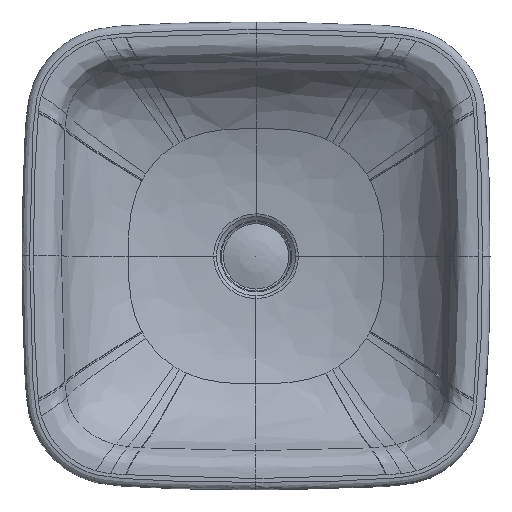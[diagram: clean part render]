
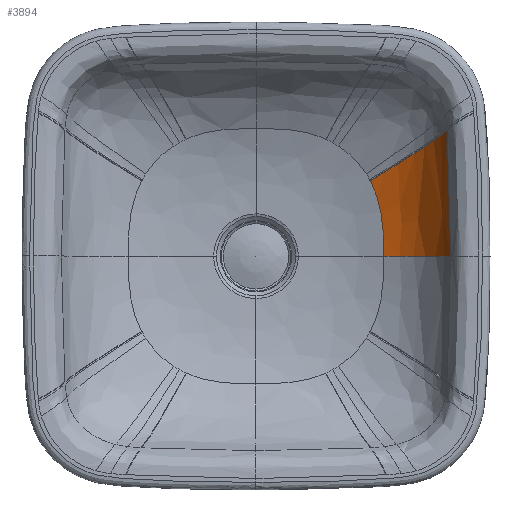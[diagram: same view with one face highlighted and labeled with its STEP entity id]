
A CAD part, top view. The second image highlights one B-rep face of the part: STEP entity #3894.
In plain terms, the highlighted free-form (B-spline) face has degree [5, 5] with [12, 6] control points.
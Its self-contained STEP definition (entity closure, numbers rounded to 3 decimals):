
#1156=CARTESIAN_POINT('',(0.,-117.262,-83.0));
#1157=VERTEX_POINT('',#1156);
#1509=CARTESIAN_POINT('',(69.097,-104.872,-83.0));
#1510=VERTEX_POINT('',#1509);
#1511=CARTESIAN_POINT('',(69.097,-104.872,-83.0));
#1512=CARTESIAN_POINT('',(56.898,-111.297,-83.0));
#1513=CARTESIAN_POINT('',(43.317,-115.451,-83.0));
#1514=CARTESIAN_POINT('',(28.947,-117.262,-83.0));
#1515=CARTESIAN_POINT('',(14.474,-117.262,-83.0));
#1516=CARTESIAN_POINT('',(0.,-117.262,-83.0));
#1517=B_SPLINE_CURVE_WITH_KNOTS('',5,(#1511,#1512,#1513,#1514,#1515,#1516),.UNSPECIFIED.,.F.,.U.,(6,6),(84.059,132.096),.UNSPECIFIED.);
#1518=EDGE_CURVE('',#1510,#1157,#1517,.T.);
#3746=CARTESIAN_POINT('',(0.,-178.701,-18.3));
#3747=VERTEX_POINT('',#3746);
#3748=CARTESIAN_POINT('',(0.,-178.701,-18.3));
#3749=CARTESIAN_POINT('',(0.,-172.495,-36.302));
#3750=CARTESIAN_POINT('',(0.,-163.249,-51.773));
#3751=CARTESIAN_POINT('',(0.,-150.961,-64.713));
#3752=CARTESIAN_POINT('',(0.,-135.632,-75.122));
#3753=CARTESIAN_POINT('',(0.,-117.262,-83.0));
#3754=B_SPLINE_CURVE_WITH_KNOTS('',5,(#3748,#3749,#3750,#3751,#3752,#3753),.UNSPECIFIED.,.F.,.U.,(6,6),(0.0,95.206),.UNSPECIFIED.);
#3755=EDGE_CURVE('',#3747,#1157,#3754,.T.);
#3784=CARTESIAN_POINT('',(115.607,-175.463,-18.3));
#3785=CARTESIAN_POINT('',(111.137,-175.786,-18.3));
#3786=CARTESIAN_POINT('',(106.768,-176.075,-18.3));
#3787=CARTESIAN_POINT('',(102.359,-176.35,-18.3));
#3788=CARTESIAN_POINT('',(86.739,-177.227,-18.3));
#3789=CARTESIAN_POINT('',(72.218,-177.783,-18.3));
#3790=CARTESIAN_POINT('',(61.67,-178.093,-18.3));
#3791=CARTESIAN_POINT('',(42.491,-178.477,-18.3));
#3792=CARTESIAN_POINT('',(24.245,-178.638,-18.3));
#3793=CARTESIAN_POINT('',(16.365,-178.684,-18.3));
#3794=CARTESIAN_POINT('',(8.183,-178.699,-18.3));
#3795=CARTESIAN_POINT('',(0.,-178.701,-18.3));
#3796=CARTESIAN_POINT('',(109.192,-168.747,-39.049));
#3797=CARTESIAN_POINT('',(105.035,-169.146,-38.808));
#3798=CARTESIAN_POINT('',(100.958,-169.498,-38.584));
#3799=CARTESIAN_POINT('',(96.827,-169.827,-38.367));
#3800=CARTESIAN_POINT('',(82.148,-170.865,-37.647));
#3801=CARTESIAN_POINT('',(68.365,-171.492,-37.135));
#3802=CARTESIAN_POINT('',(58.315,-171.844,-36.839));
#3803=CARTESIAN_POINT('',(40.027,-172.268,-36.474));
#3804=CARTESIAN_POINT('',(22.729,-172.436,-36.338));
#3805=CARTESIAN_POINT('',(15.291,-172.482,-36.309));
#3806=CARTESIAN_POINT('',(7.62,-172.493,-36.302));
#3807=CARTESIAN_POINT('',(0.,-172.495,-36.302));
#3808=CARTESIAN_POINT('',(101.103,-157.09,-54.298));
#3809=CARTESIAN_POINT('',(97.372,-157.7,-54.097));
#3810=CARTESIAN_POINT('',(93.692,-158.252,-53.906));
#3811=CARTESIAN_POINT('',(89.947,-158.775,-53.718));
#3812=CARTESIAN_POINT('',(76.569,-160.468,-53.084));
#3813=CARTESIAN_POINT('',(63.812,-161.576,-52.603));
#3814=CARTESIAN_POINT('',(54.446,-162.204,-52.313));
#3815=CARTESIAN_POINT('',(37.326,-162.942,-51.947));
#3816=CARTESIAN_POINT('',(21.138,-163.191,-51.807));
#3817=CARTESIAN_POINT('',(14.191,-163.244,-51.778));
#3818=CARTESIAN_POINT('',(7.057,-163.247,-51.772));
#3819=CARTESIAN_POINT('',(0.,-163.249,-51.773));
#3820=CARTESIAN_POINT('',(91.57,-141.731,-65.643));
#3821=CARTESIAN_POINT('',(88.347,-142.591,-65.601));
#3822=CARTESIAN_POINT('',(85.146,-143.386,-65.556));
#3823=CARTESIAN_POINT('',(81.867,-144.148,-65.505));
#3824=CARTESIAN_POINT('',(70.074,-146.657,-65.317));
#3825=CARTESIAN_POINT('',(58.591,-148.39,-65.122));
#3826=CARTESIAN_POINT('',(50.078,-149.38,-64.989));
#3827=CARTESIAN_POINT('',(34.391,-150.535,-64.803));
#3828=CARTESIAN_POINT('',(19.471,-150.9,-64.727));
#3829=CARTESIAN_POINT('',(13.066,-150.964,-64.712));
#3830=CARTESIAN_POINT('',(6.495,-150.96,-64.713));
#3831=CARTESIAN_POINT('',(0.,-150.961,-64.713));
#3832=CARTESIAN_POINT('',(80.825,-123.912,-74.679));
#3833=CARTESIAN_POINT('',(78.163,-124.965,-74.757));
#3834=CARTESIAN_POINT('',(75.493,-125.95,-74.824));
#3835=CARTESIAN_POINT('',(72.737,-126.898,-74.882));
#3836=CARTESIAN_POINT('',(62.734,-130.052,-75.053));
#3837=CARTESIAN_POINT('',(52.733,-132.29,-75.115));
#3838=CARTESIAN_POINT('',(45.225,-133.577,-75.129));
#3839=CARTESIAN_POINT('',(31.222,-135.084,-75.126));
#3840=CARTESIAN_POINT('',(17.728,-135.56,-75.118));
#3841=CARTESIAN_POINT('',(11.915,-135.638,-75.118));
#3842=CARTESIAN_POINT('',(5.932,-135.632,-75.122));
#3843=CARTESIAN_POINT('',(0.,-135.632,-75.122));
#3844=CARTESIAN_POINT('',(69.097,-104.872,-83.));
#3845=CARTESIAN_POINT('',(67.019,-105.967,-83.));
#3846=CARTESIAN_POINT('',(64.909,-106.991,-83.));
#3847=CARTESIAN_POINT('',(62.706,-107.98,-83.));
#3848=CARTESIAN_POINT('',(54.624,-111.273,-83.));
#3849=CARTESIAN_POINT('',(46.271,-113.632,-83.));
#3850=CARTESIAN_POINT('',(39.904,-114.999,-83.));
#3851=CARTESIAN_POINT('',(27.819,-116.628,-83.));
#3852=CARTESIAN_POINT('',(15.91,-117.167,-83.));
#3853=CARTESIAN_POINT('',(10.739,-117.262,-83.));
#3854=CARTESIAN_POINT('',(5.37,-117.262,-83.));
#3855=CARTESIAN_POINT('',(0.,-117.262,-83.));
#3856=B_SPLINE_SURFACE_WITH_KNOTS('',5,5,((#3784,#3796,#3808,#3820,#3832,#3844),(#3785,#3797,#3809,#3821,#3833,#3845),(#3786,#3798,#3810,#3822,#3834,#3846),(#3787,#3799,#3811,#3823,#3835,#3847),(#3788,#3800,#3812,#3824,#3836,#3848),(#3789,#3801,#3813,#3825,#3837,#3849),(#3790,#3802,#3814,#3826,#3838,#3850),(#3791,#3803,#3815,#3827,#3839,#3851),(#3792,#3804,#3816,#3828,#3840,#3852),(#3793,#3805,#3817,#3829,#3841,#3853),(#3794,#3806,#3818,#3830,#3842,#3854),(#3795,#3807,#3819,#3831,#3843,#3855)),.UNSPECIFIED.,.F.,.F.,.U.,(6,3,3,6),(6,6),(0.,17.883,62.838,97.057),(0.,95.206),.UNSPECIFIED.);
#3857=CARTESIAN_POINT('',(115.607,-175.463,-18.3));
#3858=VERTEX_POINT('',#3857);
#3859=CARTESIAN_POINT('',(115.607,-175.463,-18.3));
#3860=CARTESIAN_POINT('',(111.503,-175.759,-18.3));
#3861=CARTESIAN_POINT('',(107.429,-176.029,-18.3));
#3862=CARTESIAN_POINT('',(103.401,-176.273,-18.3));
#3863=CARTESIAN_POINT('',(100.503,-176.448,-18.3));
#3864=CARTESIAN_POINT('',(97.597,-176.612,-18.3));
#3865=CARTESIAN_POINT('',(94.709,-176.763,-18.3));
#3866=CARTESIAN_POINT('',(87.355,-177.149,-18.3));
#3867=CARTESIAN_POINT('',(80.148,-177.452,-18.3));
#3868=CARTESIAN_POINT('',(73.,-177.696,-18.3));
#3869=CARTESIAN_POINT('',(61.973,-178.073,-18.3));
#3870=CARTESIAN_POINT('',(51.124,-178.306,-18.3));
#3871=CARTESIAN_POINT('',(40.191,-178.457,-18.3));
#3872=CARTESIAN_POINT('',(33.04,-178.556,-18.3));
#3873=CARTESIAN_POINT('',(25.993,-178.617,-18.3));
#3874=CARTESIAN_POINT('',(18.878,-178.654,-18.3));
#3875=CARTESIAN_POINT('',(12.627,-178.687,-18.3));
#3876=CARTESIAN_POINT('',(6.378,-178.7,-18.3));
#3877=CARTESIAN_POINT('',(0.,-178.701,-18.3));
#3878=B_SPLINE_CURVE_WITH_KNOTS('',3,(#3859,#3860,#3861,#3862,#3863,#3864,#3865,#3866,#3867,#3868,#3869,#3870,#3871,#3872,#3873,#3874,#3875,#3876,#3877),.UNSPECIFIED.,.F.,.U.,(4,3,3,3,3,3,4),(0.0,9.851,16.939,34.99,62.838,81.053,97.057),.UNSPECIFIED.);
#3879=EDGE_CURVE('',#3858,#3747,#3878,.T.);
#3880=ORIENTED_EDGE('',*,*,#3879,.F.);
#3881=CARTESIAN_POINT('',(115.607,-175.463,-18.3));
#3882=CARTESIAN_POINT('',(109.192,-168.747,-39.049));
#3883=CARTESIAN_POINT('',(101.103,-157.09,-54.298));
#3884=CARTESIAN_POINT('',(91.57,-141.731,-65.643));
#3885=CARTESIAN_POINT('',(80.825,-123.912,-74.679));
#3886=CARTESIAN_POINT('',(69.097,-104.872,-83.0));
#3887=B_SPLINE_CURVE_WITH_KNOTS('',5,(#3881,#3882,#3883,#3884,#3885,#3886),.UNSPECIFIED.,.F.,.U.,(6,6),(0.0,95.206),.UNSPECIFIED.);
#3888=EDGE_CURVE('',#3858,#1510,#3887,.T.);
#3889=ORIENTED_EDGE('',*,*,#3888,.T.);
#3890=ORIENTED_EDGE('',*,*,#1518,.T.);
#3891=ORIENTED_EDGE('',*,*,#3755,.F.);
#3892=EDGE_LOOP('',(#3880,#3889,#3890,#3891));
#3893=FACE_OUTER_BOUND('',#3892,.T.);
#3894=ADVANCED_FACE('',(#3893),#3856,.F.);
